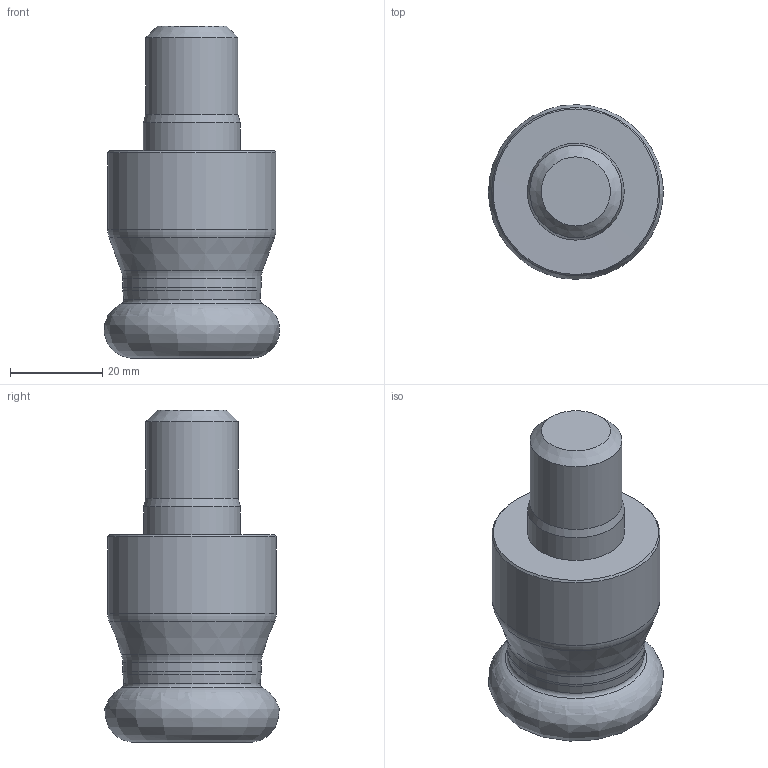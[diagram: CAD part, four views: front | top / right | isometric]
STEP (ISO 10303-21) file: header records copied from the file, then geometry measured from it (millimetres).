
FILE_DESCRIPTION(/* description */ (''),/* implementation_level */ '2;1');
FILE_NAME(/* name */ 'R217.28-01.50-20RE-06-4A.stp',/* time_stamp */ '2017-12-22T13:30:42+05:00',/* author */ (''),/* organization */ (''),/* preprocessor_version */ 'ST-DEVELOPER v16',/* originating_system */ 'SIEMENS PLM Software NX 11.0',/* authorisation */ '');
FILE_SCHEMA (('AUTOMOTIVE_DESIGN { 1 0 10303 214 3 1 1 1 }'));
Length unit declared in the file: millimetre
Products named in the file (1): R217.28-01.50-20RE-06-4A
Bounding box: 38.01 x 37.86 x 72 mm (x, y, z)
Volume: 58511.7 mm3; surface area: 12240.9 mm2
Topology: 3 solids, 3 shells, 25 faces, 54 edges, 32 vertices
Faces by surface type: torus 9, cone 8, cylinder 4, plane 3, revolution 1
Full cylindrical faces by diameter (mm): 20 x1, 20.994 x1, 30 x1, 36.5 x1
Entity records: 554 total; most frequent: DIRECTION 103, CARTESIAN_POINT 77, AXIS2_PLACEMENT_3D 51, FACE_BOUND 45, EDGE_LOOP 44, ORIENTED_EDGE 44, ADVANCED_FACE 25, VERTEX_POINT 25
